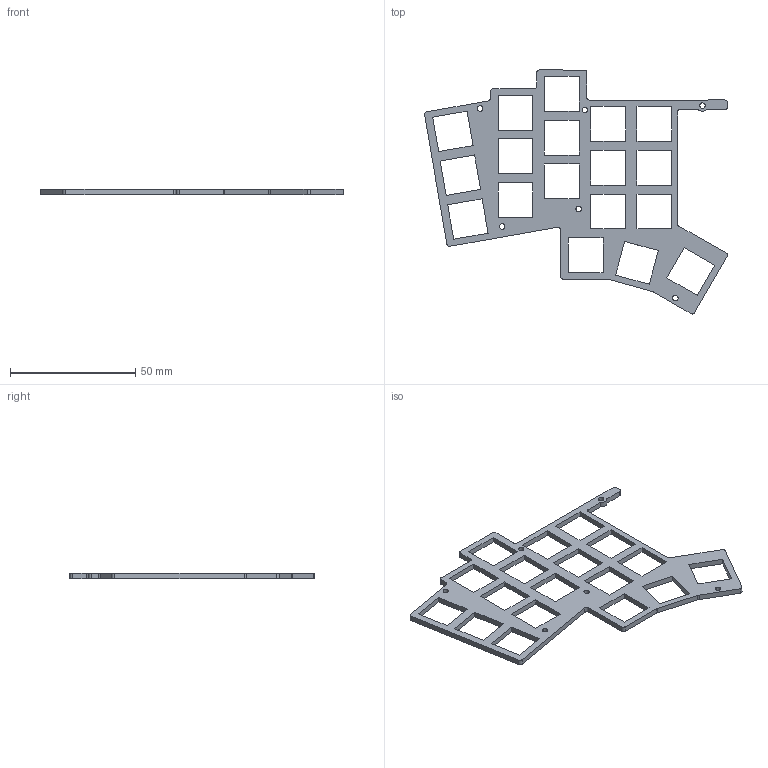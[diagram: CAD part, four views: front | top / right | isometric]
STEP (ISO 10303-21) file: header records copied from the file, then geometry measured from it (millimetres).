
FILE_DESCRIPTION(/* description */ ('STEP AP242','CAx-IF Rec.Pracs.---Representation and Presentation of Product Manufacturing Information (PMI)---4.0---2014-10-13','CAx-IF Rec.Pracs.---3D Tessellated Geometry---0.4---2014-09-14','2;1'),/* implementation_level */ '2;1');
FILE_NAME(/* name */ '66aa8442aa498d2f1bc396c1',/* time_stamp */ '2024-07-31T18:36:51Z',/* author */ (''),/* organization */ (''),/* preprocessor_version */ 'ST-DEVELOPER v20',/* originating_system */ ' ',/* authorisation */ ' ');
FILE_SCHEMA (('AP242_MANAGED_MODEL_BASED_3D_ENGINEERING_MIM_LF { 1 0 10303 442 1 1 4 }'));
Length unit declared in the file: metre
Products named in the file (1): Part 1
Bounding box: 121 x 97.45 x 2.2 mm (x, y, z)
Volume: 7615.3 mm3; surface area: 10188.1 mm2
Topology: 1 solids, 1 shells, 125 faces, 390 edges, 267 vertices
Faces by surface type: plane 93, cylinder 32
Entity records: 4472 total; most frequent: CARTESIAN_POINT 825, ORIENTED_EDGE 780, DIRECTION 696, EDGE_CURVE 390, LINE 308, VECTOR 308, VERTEX_POINT 267, AXIS2_PLACEMENT_3D 194
